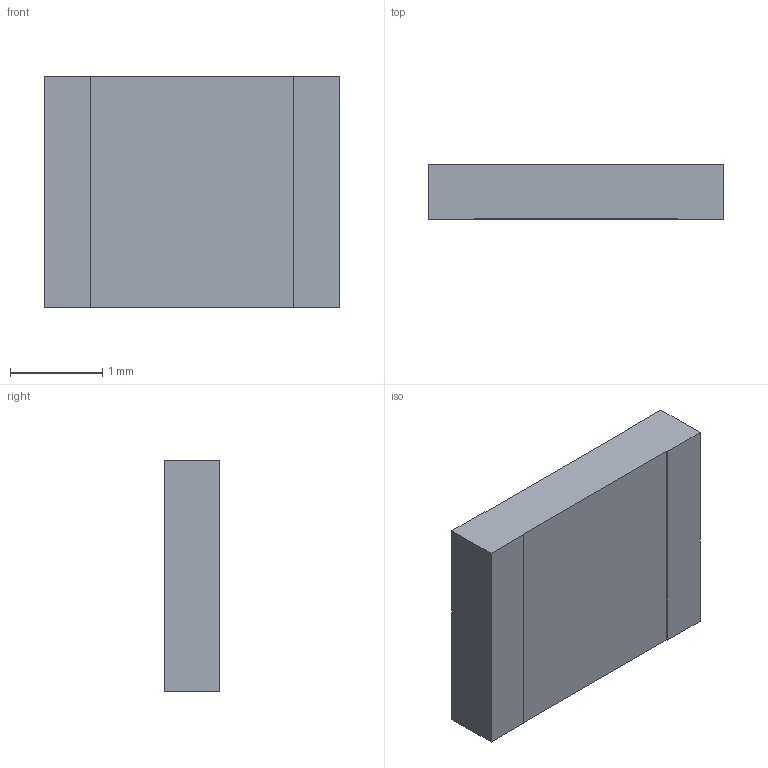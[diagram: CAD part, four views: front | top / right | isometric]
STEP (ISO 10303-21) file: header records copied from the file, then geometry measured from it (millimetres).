
FILE_DESCRIPTION((''),'2;1');
FILE_NAME('RSMD-1210_L3-2_W2-5_H0-6','2021-12-11T',('Dragos'),(''),'PRO/ENGINEER BY PARAMETRIC TECHNOLOGY CORPORATION, 2004440','PRO/ENGINEER BY PARAMETRIC TECHNOLOGY CORPORATION, 2004440','');
FILE_SCHEMA(('AUTOMOTIVE_DESIGN { 1 0 10303 214 1 1 1 1 }'));
Length unit declared in the file: millimetre
Products named in the file (1): RSMD-1210_L3-2_W2-5_H0-6
Bounding box: 3.2 x 0.6 x 2.5 mm (x, y, z)
Volume: 4.7 mm3; surface area: 22.9 mm2
Topology: 1 solids, 1 shells, 133 faces, 372 edges, 248 vertices
Faces by surface type: plane 133
Entity records: 5579 total; most frequent: CARTESIAN_POINT 755, ORIENTED_EDGE 744, DIRECTION 640, PRESENTATION_STYLE_ASSIGNMENT 392, STYLED_ITEM 374, CURVE_STYLE 373, VECTOR 372, LINE 372
